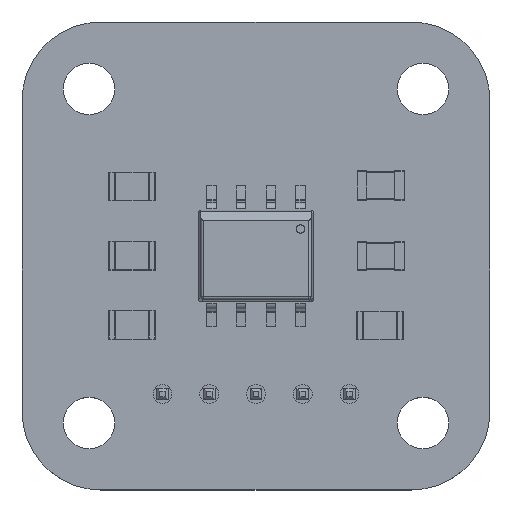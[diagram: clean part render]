
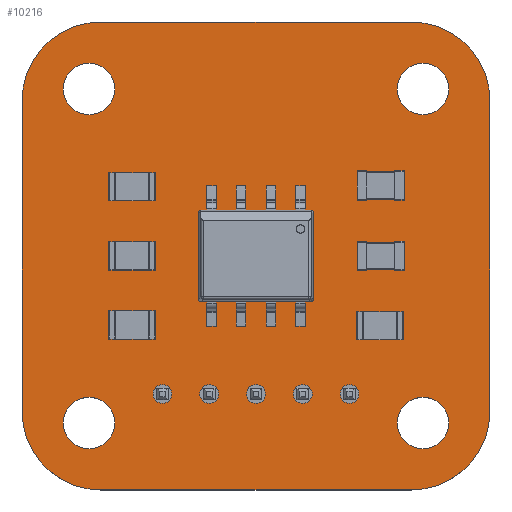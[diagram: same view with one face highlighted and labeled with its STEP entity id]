
A CAD part, top view. The second image highlights one B-rep face of the part: STEP entity #10216.
In plain terms, the highlighted planar face has unit normal (0, 0, 1).
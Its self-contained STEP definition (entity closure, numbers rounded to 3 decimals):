
#9968 = VERTEX_POINT('',#9969);
#9969 = CARTESIAN_POINT('',(6.64,10.,1.51));
#9975 = EDGE_CURVE('',#9968,#9976,#9978,.T.);
#9976 = VERTEX_POINT('',#9977);
#9977 = CARTESIAN_POINT('',(10.,6.64,1.51));
#9978 = CIRCLE('',#9979,3.36);
#9979 = AXIS2_PLACEMENT_3D('',#9980,#9981,#9982);
#9980 = CARTESIAN_POINT('',(6.64,6.64,1.51));
#9981 = DIRECTION('',(0.,0.,-1.));
#9982 = DIRECTION('',(0.,1.,0.));
#10010 = VERTEX_POINT('',#10011);
#10011 = CARTESIAN_POINT('',(-6.64,10.,1.51));
#10017 = EDGE_CURVE('',#10010,#9968,#10018,.T.);
#10018 = LINE('',#10019,#10020);
#10019 = CARTESIAN_POINT('',(-6.64,10.,1.51));
#10020 = VECTOR('',#10021,1.);
#10021 = DIRECTION('',(1.,0.,0.));
#10039 = EDGE_CURVE('',#9976,#10040,#10042,.T.);
#10040 = VERTEX_POINT('',#10041);
#10041 = CARTESIAN_POINT('',(10.,-6.64,1.51));
#10042 = LINE('',#10043,#10044);
#10043 = CARTESIAN_POINT('',(10.,6.64,1.51));
#10044 = VECTOR('',#10045,1.);
#10045 = DIRECTION('',(0.,-1.,0.));
#10216 = ADVANCED_FACE('',(#10217,#10263,#10274,#10285,#10296,#10307,
    #10318,#10329,#10340,#10351),#10362,.T.);
#10217 = FACE_BOUND('',#10218,.T.);
#10218 = EDGE_LOOP('',(#10219,#10220,#10221,#10230,#10238,#10247,#10255,
    #10262));
#10219 = ORIENTED_EDGE('',*,*,#9975,.F.);
#10220 = ORIENTED_EDGE('',*,*,#10017,.F.);
#10221 = ORIENTED_EDGE('',*,*,#10222,.F.);
#10222 = EDGE_CURVE('',#10223,#10010,#10225,.T.);
#10223 = VERTEX_POINT('',#10224);
#10224 = CARTESIAN_POINT('',(-10.,6.64,1.51));
#10225 = CIRCLE('',#10226,3.36);
#10226 = AXIS2_PLACEMENT_3D('',#10227,#10228,#10229);
#10227 = CARTESIAN_POINT('',(-6.64,6.64,1.51));
#10228 = DIRECTION('',(0.,0.,-1.));
#10229 = DIRECTION('',(-1.,0.,-0.));
#10230 = ORIENTED_EDGE('',*,*,#10231,.F.);
#10231 = EDGE_CURVE('',#10232,#10223,#10234,.T.);
#10232 = VERTEX_POINT('',#10233);
#10233 = CARTESIAN_POINT('',(-10.,-6.64,1.51));
#10234 = LINE('',#10235,#10236);
#10235 = CARTESIAN_POINT('',(-10.,-6.64,1.51));
#10236 = VECTOR('',#10237,1.);
#10237 = DIRECTION('',(0.,1.,0.));
#10238 = ORIENTED_EDGE('',*,*,#10239,.F.);
#10239 = EDGE_CURVE('',#10240,#10232,#10242,.T.);
#10240 = VERTEX_POINT('',#10241);
#10241 = CARTESIAN_POINT('',(-6.64,-10.,1.51));
#10242 = CIRCLE('',#10243,3.36);
#10243 = AXIS2_PLACEMENT_3D('',#10244,#10245,#10246);
#10244 = CARTESIAN_POINT('',(-6.64,-6.64,1.51));
#10245 = DIRECTION('',(0.,0.,-1.));
#10246 = DIRECTION('',(0.,-1.,0.));
#10247 = ORIENTED_EDGE('',*,*,#10248,.F.);
#10248 = EDGE_CURVE('',#10249,#10240,#10251,.T.);
#10249 = VERTEX_POINT('',#10250);
#10250 = CARTESIAN_POINT('',(6.64,-10.,1.51));
#10251 = LINE('',#10252,#10253);
#10252 = CARTESIAN_POINT('',(6.64,-10.,1.51));
#10253 = VECTOR('',#10254,1.);
#10254 = DIRECTION('',(-1.,0.,0.));
#10255 = ORIENTED_EDGE('',*,*,#10256,.F.);
#10256 = EDGE_CURVE('',#10040,#10249,#10257,.T.);
#10257 = CIRCLE('',#10258,3.36);
#10258 = AXIS2_PLACEMENT_3D('',#10259,#10260,#10261);
#10259 = CARTESIAN_POINT('',(6.64,-6.64,1.51));
#10260 = DIRECTION('',(0.,0.,-1.));
#10261 = DIRECTION('',(1.,0.,0.));
#10262 = ORIENTED_EDGE('',*,*,#10039,.F.);
#10263 = FACE_BOUND('',#10264,.T.);
#10264 = EDGE_LOOP('',(#10265));
#10265 = ORIENTED_EDGE('',*,*,#10266,.T.);
#10266 = EDGE_CURVE('',#10267,#10267,#10269,.T.);
#10267 = VERTEX_POINT('',#10268);
#10268 = CARTESIAN_POINT('',(-7.14,-8.24,1.51));
#10269 = CIRCLE('',#10270,1.1);
#10270 = AXIS2_PLACEMENT_3D('',#10271,#10272,#10273);
#10271 = CARTESIAN_POINT('',(-7.14,-7.14,1.51));
#10272 = DIRECTION('',(-0.,0.,-1.));
#10273 = DIRECTION('',(0.,-1.,-0.));
#10274 = FACE_BOUND('',#10275,.T.);
#10275 = EDGE_LOOP('',(#10276));
#10276 = ORIENTED_EDGE('',*,*,#10277,.T.);
#10277 = EDGE_CURVE('',#10278,#10278,#10280,.T.);
#10278 = VERTEX_POINT('',#10279);
#10279 = CARTESIAN_POINT('',(-4.,-6.3,1.51));
#10280 = CIRCLE('',#10281,0.4);
#10281 = AXIS2_PLACEMENT_3D('',#10282,#10283,#10284);
#10282 = CARTESIAN_POINT('',(-4.,-5.9,1.51));
#10283 = DIRECTION('',(-0.,0.,-1.));
#10284 = DIRECTION('',(-0.,-1.,0.));
#10285 = FACE_BOUND('',#10286,.T.);
#10286 = EDGE_LOOP('',(#10287));
#10287 = ORIENTED_EDGE('',*,*,#10288,.T.);
#10288 = EDGE_CURVE('',#10289,#10289,#10291,.T.);
#10289 = VERTEX_POINT('',#10290);
#10290 = CARTESIAN_POINT('',(-2.,-6.3,1.51));
#10291 = CIRCLE('',#10292,0.4);
#10292 = AXIS2_PLACEMENT_3D('',#10293,#10294,#10295);
#10293 = CARTESIAN_POINT('',(-2.,-5.9,1.51));
#10294 = DIRECTION('',(-0.,0.,-1.));
#10295 = DIRECTION('',(-0.,-1.,0.));
#10296 = FACE_BOUND('',#10297,.T.);
#10297 = EDGE_LOOP('',(#10298));
#10298 = ORIENTED_EDGE('',*,*,#10299,.T.);
#10299 = EDGE_CURVE('',#10300,#10300,#10302,.T.);
#10300 = VERTEX_POINT('',#10301);
#10301 = CARTESIAN_POINT('',(0.,-6.3,1.51));
#10302 = CIRCLE('',#10303,0.4);
#10303 = AXIS2_PLACEMENT_3D('',#10304,#10305,#10306);
#10304 = CARTESIAN_POINT('',(0.,-5.9,1.51));
#10305 = DIRECTION('',(-0.,0.,-1.));
#10306 = DIRECTION('',(-0.,-1.,0.));
#10307 = FACE_BOUND('',#10308,.T.);
#10308 = EDGE_LOOP('',(#10309));
#10309 = ORIENTED_EDGE('',*,*,#10310,.T.);
#10310 = EDGE_CURVE('',#10311,#10311,#10313,.T.);
#10311 = VERTEX_POINT('',#10312);
#10312 = CARTESIAN_POINT('',(2.,-6.3,1.51));
#10313 = CIRCLE('',#10314,0.4);
#10314 = AXIS2_PLACEMENT_3D('',#10315,#10316,#10317);
#10315 = CARTESIAN_POINT('',(2.,-5.9,1.51));
#10316 = DIRECTION('',(-0.,0.,-1.));
#10317 = DIRECTION('',(-0.,-1.,0.));
#10318 = FACE_BOUND('',#10319,.T.);
#10319 = EDGE_LOOP('',(#10320));
#10320 = ORIENTED_EDGE('',*,*,#10321,.T.);
#10321 = EDGE_CURVE('',#10322,#10322,#10324,.T.);
#10322 = VERTEX_POINT('',#10323);
#10323 = CARTESIAN_POINT('',(4.,-6.3,1.51));
#10324 = CIRCLE('',#10325,0.4);
#10325 = AXIS2_PLACEMENT_3D('',#10326,#10327,#10328);
#10326 = CARTESIAN_POINT('',(4.,-5.9,1.51));
#10327 = DIRECTION('',(-0.,0.,-1.));
#10328 = DIRECTION('',(-0.,-1.,0.));
#10329 = FACE_BOUND('',#10330,.T.);
#10330 = EDGE_LOOP('',(#10331));
#10331 = ORIENTED_EDGE('',*,*,#10332,.T.);
#10332 = EDGE_CURVE('',#10333,#10333,#10335,.T.);
#10333 = VERTEX_POINT('',#10334);
#10334 = CARTESIAN_POINT('',(7.14,-8.24,1.51));
#10335 = CIRCLE('',#10336,1.1);
#10336 = AXIS2_PLACEMENT_3D('',#10337,#10338,#10339);
#10337 = CARTESIAN_POINT('',(7.14,-7.14,1.51));
#10338 = DIRECTION('',(-0.,0.,-1.));
#10339 = DIRECTION('',(0.,-1.,0.));
#10340 = FACE_BOUND('',#10341,.T.);
#10341 = EDGE_LOOP('',(#10342));
#10342 = ORIENTED_EDGE('',*,*,#10343,.T.);
#10343 = EDGE_CURVE('',#10344,#10344,#10346,.T.);
#10344 = VERTEX_POINT('',#10345);
#10345 = CARTESIAN_POINT('',(-7.14,6.04,1.51));
#10346 = CIRCLE('',#10347,1.1);
#10347 = AXIS2_PLACEMENT_3D('',#10348,#10349,#10350);
#10348 = CARTESIAN_POINT('',(-7.14,7.14,1.51));
#10349 = DIRECTION('',(-0.,0.,-1.));
#10350 = DIRECTION('',(0.,-1.,-0.));
#10351 = FACE_BOUND('',#10352,.T.);
#10352 = EDGE_LOOP('',(#10353));
#10353 = ORIENTED_EDGE('',*,*,#10354,.T.);
#10354 = EDGE_CURVE('',#10355,#10355,#10357,.T.);
#10355 = VERTEX_POINT('',#10356);
#10356 = CARTESIAN_POINT('',(7.14,6.04,1.51));
#10357 = CIRCLE('',#10358,1.1);
#10358 = AXIS2_PLACEMENT_3D('',#10359,#10360,#10361);
#10359 = CARTESIAN_POINT('',(7.14,7.14,1.51));
#10360 = DIRECTION('',(-0.,0.,-1.));
#10361 = DIRECTION('',(0.,-1.,0.));
#10362 = PLANE('',#10363);
#10363 = AXIS2_PLACEMENT_3D('',#10364,#10365,#10366);
#10364 = CARTESIAN_POINT('',(0.,0.,1.51));
#10365 = DIRECTION('',(0.,0.,1.));
#10366 = DIRECTION('',(1.,0.,-0.));
